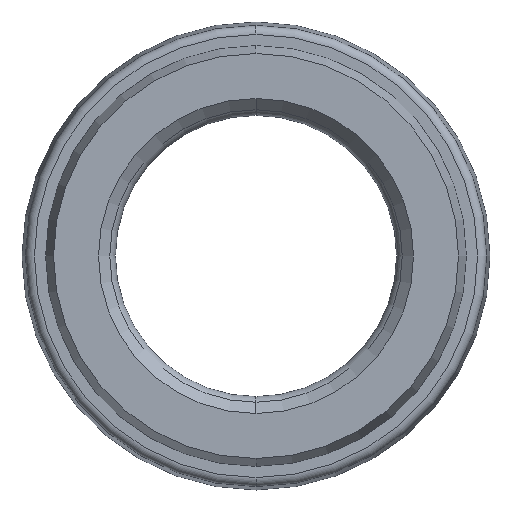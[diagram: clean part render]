
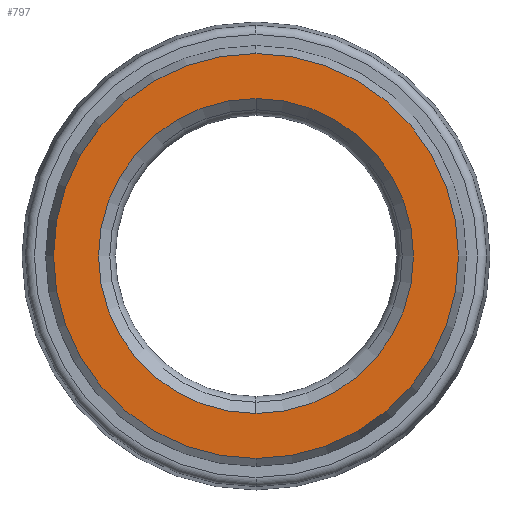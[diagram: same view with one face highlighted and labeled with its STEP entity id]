
A CAD part, left-side view. The second image highlights one B-rep face of the part: STEP entity #797.
In plain terms, the highlighted planar face has unit normal (-1, 0, 0).
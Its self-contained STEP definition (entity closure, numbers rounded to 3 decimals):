
#1 = DIRECTION ( 'NONE',  ( 0., 0., 1. ) ) ;
#19 = AXIS2_PLACEMENT_3D ( 'NONE', #864, #881, #876 ) ;
#29 = AXIS2_PLACEMENT_3D ( 'NONE', #288, #276, #290 ) ;
#45 = AXIS2_PLACEMENT_3D ( 'NONE', #142, #136, #114 ) ;
#46 = AXIS2_PLACEMENT_3D ( 'NONE', #318, #330, #299 ) ;
#77 = EDGE_CURVE ( 'NONE', #935, #913, #1063, .T. ) ;
#94 = EDGE_CURVE ( 'NONE', #516, #523, #1089, .T. ) ;
#101 = AXIS2_PLACEMENT_3D ( 'NONE', #274, #275, #1 ) ;
#109 = EDGE_CURVE ( 'NONE', #913, #935, #1096, .T. ) ;
#114 = DIRECTION ( 'NONE',  ( 0., 0., -1. ) ) ;
#125 = CARTESIAN_POINT ( 'NONE',  ( 0., 0., -9. ) ) ;
#136 = DIRECTION ( 'NONE',  ( 1., 0., 0. ) ) ;
#138 = PLANE ( 'NONE',  #45 ) ;
#142 = CARTESIAN_POINT ( 'NONE',  ( 0., 6.5, 0. ) ) ;
#166 = CARTESIAN_POINT ( 'NONE',  ( 0., 0., 9. ) ) ;
#274 = CARTESIAN_POINT ( 'NONE',  ( 0., 0., 0. ) ) ;
#275 = DIRECTION ( 'NONE',  ( -1., 0., 0. ) ) ;
#276 = DIRECTION ( 'NONE',  ( 1., 0., 0. ) ) ;
#288 = CARTESIAN_POINT ( 'NONE',  ( 0., 0., 0. ) ) ;
#290 = DIRECTION ( 'NONE',  ( 0., 0., -1. ) ) ;
#299 = DIRECTION ( 'NONE',  ( 0., 0., 1. ) ) ;
#300 = CARTESIAN_POINT ( 'NONE',  ( 0., 0., 7. ) ) ;
#307 = CARTESIAN_POINT ( 'NONE',  ( 0., 0., -7. ) ) ;
#318 = CARTESIAN_POINT ( 'NONE',  ( 0., 0., 0. ) ) ;
#330 = DIRECTION ( 'NONE',  ( -1., 0., 0. ) ) ;
#411 = FACE_OUTER_BOUND ( 'NONE', #514, .T. ) ;
#441 = FACE_BOUND ( 'NONE', #499, .T. ) ;
#465 = CIRCLE ( 'NONE', #19, 7. ) ;
#499 = EDGE_LOOP ( 'NONE', ( #657, #924 ) ) ;
#514 = EDGE_LOOP ( 'NONE', ( #647, #1130 ) ) ;
#516 = VERTEX_POINT ( 'NONE', #307 ) ;
#523 = VERTEX_POINT ( 'NONE', #300 ) ;
#647 = ORIENTED_EDGE ( 'NONE', *, *, #109, .T. ) ;
#657 = ORIENTED_EDGE ( 'NONE', *, *, #1006, .T. ) ;
#797 = ADVANCED_FACE ( 'NONE', ( #441, #411 ), #138, .F. ) ;
#864 = CARTESIAN_POINT ( 'NONE',  ( 0., 0., 0. ) ) ;
#876 = DIRECTION ( 'NONE',  ( 0., 0., -1. ) ) ;
#881 = DIRECTION ( 'NONE',  ( 1., 0., 0. ) ) ;
#913 = VERTEX_POINT ( 'NONE', #125 ) ;
#924 = ORIENTED_EDGE ( 'NONE', *, *, #94, .T. ) ;
#935 = VERTEX_POINT ( 'NONE', #166 ) ;
#1006 = EDGE_CURVE ( 'NONE', #523, #516, #465, .T. ) ;
#1063 = CIRCLE ( 'NONE', #101, 9. ) ;
#1089 = CIRCLE ( 'NONE', #29, 7. ) ;
#1096 = CIRCLE ( 'NONE', #46, 9. ) ;
#1130 = ORIENTED_EDGE ( 'NONE', *, *, #77, .T. ) ;
